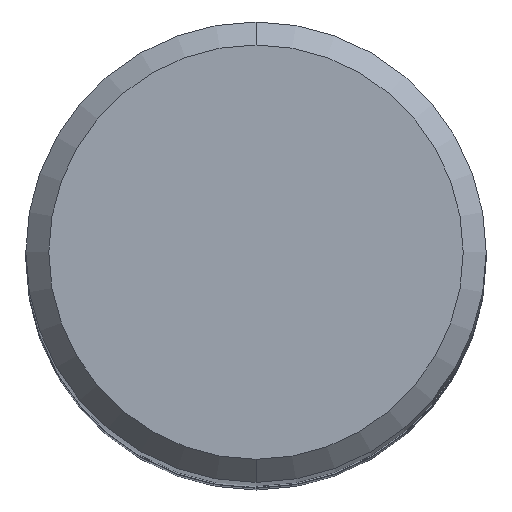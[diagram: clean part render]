
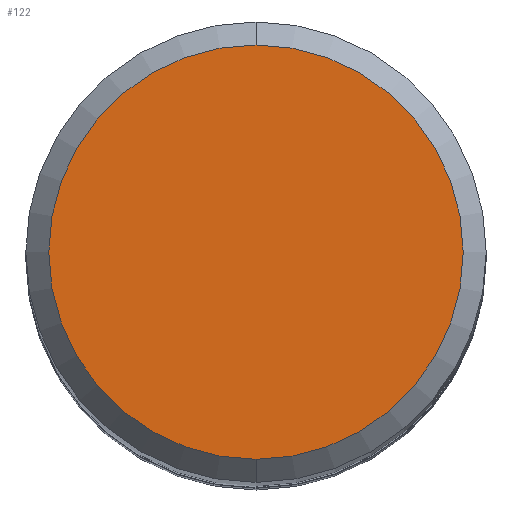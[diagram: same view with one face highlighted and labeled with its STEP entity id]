
A CAD part, top view. The second image highlights one B-rep face of the part: STEP entity #122.
In plain terms, the highlighted planar face has unit normal (0, 0, 1).
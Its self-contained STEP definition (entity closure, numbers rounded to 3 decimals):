
#122=ADVANCED_FACE('',(#297),#298,.T.);
#144=EDGE_CURVE('',#232,#170,#325,.T.);
#170=VERTEX_POINT('',#351);
#232=VERTEX_POINT('',#423);
#260=EDGE_CURVE('',#170,#232,#454,.T.);
#297=FACE_OUTER_BOUND('',#489,.T.);
#298=PLANE('',#490);
#325=CIRCLE('',#525,3.6);
#351=CARTESIAN_POINT('',(0.,-3.6,0.0));
#423=CARTESIAN_POINT('',(0.0,3.6,0.0));
#454=CIRCLE('',#687,3.6);
#489=EDGE_LOOP('',(#714,#715));
#490=AXIS2_PLACEMENT_3D('',#716,#717,#718);
#525=AXIS2_PLACEMENT_3D('',#761,#762,#763);
#687=AXIS2_PLACEMENT_3D('',#901,#902,#903);
#714=ORIENTED_EDGE('',*,*,#144,.F.);
#715=ORIENTED_EDGE('',*,*,#260,.F.);
#716=CARTESIAN_POINT('',(0.0,1.8,0.0));
#717=DIRECTION('',(-0.0,0.0,1.0));
#718=DIRECTION('',(0.0,-1.0,0.0));
#761=CARTESIAN_POINT('',(0.0,0.0,0.0));
#762=DIRECTION('',(0.0,0.0,-1.0));
#763=DIRECTION('',(0.0,1.0,0.0));
#901=CARTESIAN_POINT('',(0.0,0.0,0.0));
#902=DIRECTION('',(0.0,0.0,-1.0));
#903=DIRECTION('',(0.0,1.0,0.0));
